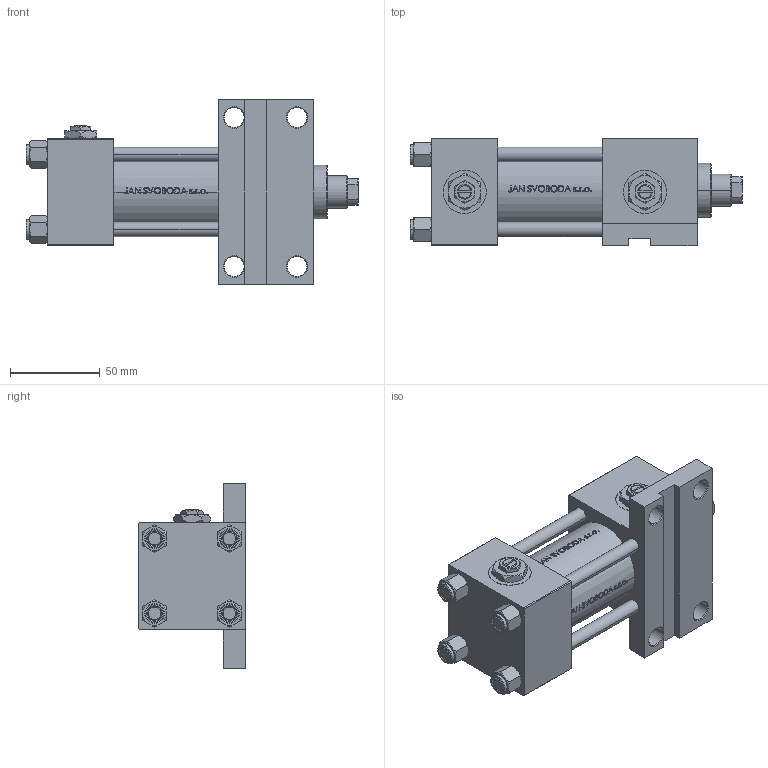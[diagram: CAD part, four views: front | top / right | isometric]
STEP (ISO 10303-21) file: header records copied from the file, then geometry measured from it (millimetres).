
FILE_DESCRIPTION (( 'STEP AP203' ), '1' );
FILE_NAME ('4558.STEP', '2023-08-23T07:35:26', ( '' ), ( '' ), 'SwSTEP 2.0', 'SolidWorks 2019', '' );
FILE_SCHEMA (( 'CONFIG_CONTROL_DESIGN' ));
Length unit declared in the file: millimetre
Products named in the file (7): V215_VC_A 124fb478646b3b5a7eef8e6fcf8ce0ba; Zatka_pro_OIL_PORT 124fb478646b3b5a7eef8e6fcf8ce0ba; 4558; V215CR_VCP_F 124fb478646b3b5a7eef8e6fcf8ce0ba; NUT_M5_F 124fb478646b3b5a7eef8e6fcf8ce0ba; V215CR_F_TYCINKA 124fb478646b3b5a7eef8e6fcf8ce0ba; V215CR_F_Body 124fb478646b3b5a7eef8e6fcf8ce0ba
Assembly tree (13 placements, depth 2):
  4558
    V215CR_F_Body 124fb478646b3b5a7eef8e6fcf8ce0ba
    V215CR_VCP_F 124fb478646b3b5a7eef8e6fcf8ce0ba
    V215CR_F_TYCINKA 124fb478646b3b5a7eef8e6fcf8ce0ba  x4
    NUT_M5_F 124fb478646b3b5a7eef8e6fcf8ce0ba  x4
    V215_VC_A 124fb478646b3b5a7eef8e6fcf8ce0ba
    Zatka_pro_OIL_PORT 124fb478646b3b5a7eef8e6fcf8ce0ba  x2
Bounding box: 185 x 60 x 103 mm (x, y, z)
Volume: 420373.3 mm3; surface area: 114468.8 mm2
Topology: 13 solids, 13 shells, 1215 faces, 3078 edges, 1984 vertices
Faces by surface type: plane 484, bspline 380, cone 194, cylinder 149, torus 8
Entity records: 50656 total; most frequent: CARTESIAN_POINT 26867, ORIENTED_EDGE 5456, DIRECTION 3445, EDGE_CURVE 2728, VERTEX_POINT 1782, VECTOR 1365, LINE 1365, EDGE_LOOP 1170
